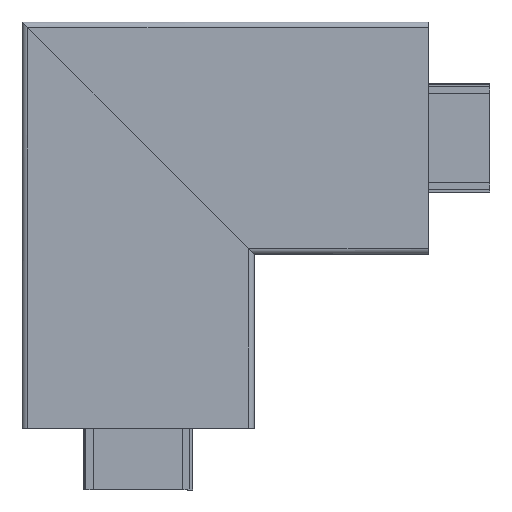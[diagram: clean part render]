
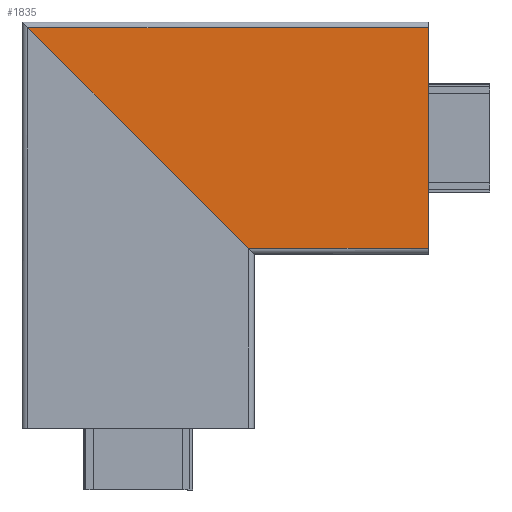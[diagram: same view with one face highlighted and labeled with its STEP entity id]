
A CAD part, front view. The second image highlights one B-rep face of the part: STEP entity #1835.
In plain terms, the highlighted planar face has unit normal (0, -1, 0).
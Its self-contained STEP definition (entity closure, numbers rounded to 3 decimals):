
#130 = LINE ( 'NONE', #1187, #2689 ) ;
#595 = ORIENTED_EDGE ( 'NONE', *, *, #2220, .T. ) ;
#1023 = ORIENTED_EDGE ( 'NONE', *, *, #2274, .T. ) ;
#1100 = DIRECTION ( 'NONE',  ( 0., 0., -1. ) ) ;
#1121 = ORIENTED_EDGE ( 'NONE', *, *, #2361, .T. ) ;
#1179 = ORIENTED_EDGE ( 'NONE', *, *, #2646, .T. ) ;
#1187 = CARTESIAN_POINT ( 'NONE',  ( -47.5, -53., 87.5 ) ) ;
#1274 = CARTESIAN_POINT ( 'NONE',  ( -47.5, -53., -87.5 ) ) ;
#1338 = DIRECTION ( 'NONE',  ( -0.707, 0., -0.707 ) ) ;
#1354 = VECTOR ( 'NONE', #2824, 1000. ) ;
#1356 = CARTESIAN_POINT ( 'NONE',  ( 50., -53., 87.5 ) ) ;
#1358 = VECTOR ( 'NONE', #1338, 1000. ) ;
#1566 = EDGE_LOOP ( 'NONE', ( #595, #1023, #1121, #1179 ) ) ;
#1568 = VECTOR ( 'NONE', #1795, 1000. ) ;
#1575 = CARTESIAN_POINT ( 'NONE',  ( -47.5, -53., -10. ) ) ;
#1588 = CARTESIAN_POINT ( 'NONE',  ( 47.5, -53., 87.5 ) ) ;
#1701 = AXIS2_PLACEMENT_3D ( 'NONE', #4074, #3998, #3992 ) ;
#1728 = VERTEX_POINT ( 'NONE', #1758 ) ;
#1758 = CARTESIAN_POINT ( 'NONE',  ( 47.5, -53., 85. ) ) ;
#1795 = DIRECTION ( 'NONE',  ( 0., 0., 1. ) ) ;
#1835 = ADVANCED_FACE ( 'NONE', ( #3874 ), #4226, .F. ) ;
#2220 = EDGE_CURVE ( 'NONE', #2671, #1728, #3203, .T. ) ;
#2236 = VERTEX_POINT ( 'NONE', #1575 ) ;
#2274 = EDGE_CURVE ( 'NONE', #1728, #2236, #3871, .T. ) ;
#2348 = VERTEX_POINT ( 'NONE', #1274 ) ;
#2350 = LINE ( 'NONE', #3187, #1354 ) ;
#2361 = EDGE_CURVE ( 'NONE', #2236, #2348, #130, .T. ) ;
#2646 = EDGE_CURVE ( 'NONE', #2348, #2671, #2350, .T. ) ;
#2671 = VERTEX_POINT ( 'NONE', #2813 ) ;
#2689 = VECTOR ( 'NONE', #1100, 1000. ) ;
#2813 = CARTESIAN_POINT ( 'NONE',  ( 47.5, -53., -87.5 ) ) ;
#2824 = DIRECTION ( 'NONE',  ( 1., 0., 0. ) ) ;
#3187 = CARTESIAN_POINT ( 'NONE',  ( 0., -53., -87.5 ) ) ;
#3203 = LINE ( 'NONE', #1588, #1568 ) ;
#3871 = LINE ( 'NONE', #1356, #1358 ) ;
#3874 = FACE_OUTER_BOUND ( 'NONE', #1566, .T. ) ;
#3992 = DIRECTION ( 'NONE',  ( 0., 0., 1. ) ) ;
#3998 = DIRECTION ( 'NONE',  ( 0., 1., 0. ) ) ;
#4074 = CARTESIAN_POINT ( 'NONE',  ( 0., -53., 87.5 ) ) ;
#4226 = PLANE ( 'NONE',  #1701 ) ;
